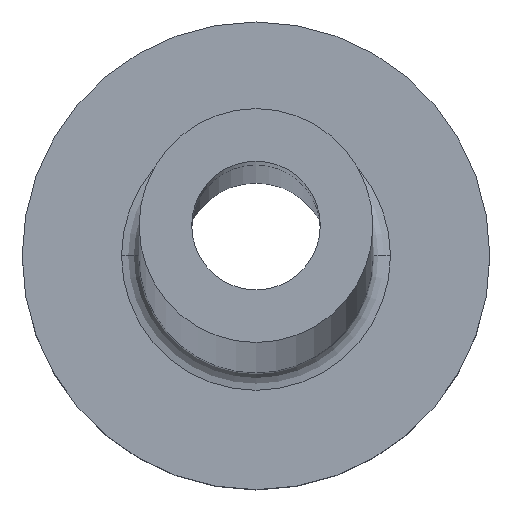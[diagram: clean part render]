
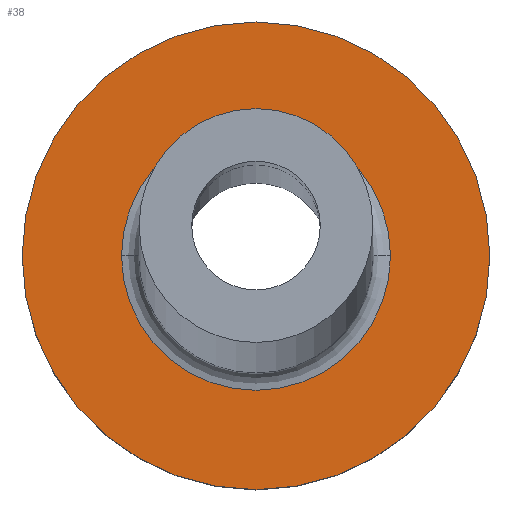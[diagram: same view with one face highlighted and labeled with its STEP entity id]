
A CAD part, top view. The second image highlights one B-rep face of the part: STEP entity #38.
In plain terms, the highlighted planar face has unit normal (0, 0, 1).
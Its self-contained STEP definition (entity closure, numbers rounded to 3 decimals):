
#14 = EDGE_CURVE ( 'NONE', #234, #220, #431, .T. ) ;
#32 = EDGE_CURVE ( 'NONE', #112, #242, #277, .T. ) ;
#33 = CARTESIAN_POINT ( 'NONE',  ( 0., 0., 3. ) ) ;
#38 = ADVANCED_FACE ( 'NONE', ( #169, #385 ), #176, .T. ) ;
#63 = CARTESIAN_POINT ( 'NONE',  ( 0., 0., 3. ) ) ;
#68 = AXIS2_PLACEMENT_3D ( 'NONE', #334, #301, #101 ) ;
#99 = DIRECTION ( 'NONE',  ( 1., 0., 0. ) ) ;
#101 = DIRECTION ( 'NONE',  ( 1., 0., 0. ) ) ;
#112 = VERTEX_POINT ( 'NONE', #231 ) ;
#113 = AXIS2_PLACEMENT_3D ( 'NONE', #120, #401, #117 ) ;
#117 = DIRECTION ( 'NONE',  ( 1., 0., 0. ) ) ;
#120 = CARTESIAN_POINT ( 'NONE',  ( 0., 0., 3. ) ) ;
#144 = AXIS2_PLACEMENT_3D ( 'NONE', #63, #205, #99 ) ;
#169 = FACE_BOUND ( 'NONE', #264, .T. ) ;
#174 = EDGE_LOOP ( 'NONE', ( #360, #428 ) ) ;
#176 = PLANE ( 'NONE',  #333 ) ;
#200 = ORIENTED_EDGE ( 'NONE', *, *, #436, .T. ) ;
#205 = DIRECTION ( 'NONE',  ( 0., 0., -1. ) ) ;
#220 = VERTEX_POINT ( 'NONE', #365 ) ;
#231 = CARTESIAN_POINT ( 'NONE',  ( 4., 0., 3. ) ) ;
#234 = VERTEX_POINT ( 'NONE', #257 ) ;
#242 = VERTEX_POINT ( 'NONE', #291 ) ;
#257 = CARTESIAN_POINT ( 'NONE',  ( 2.3, 0., 3. ) ) ;
#264 = EDGE_LOOP ( 'NONE', ( #391, #200 ) ) ;
#271 = DIRECTION ( 'NONE',  ( 0., 0., 1. ) ) ;
#277 = CIRCLE ( 'NONE', #68, 4. ) ;
#291 = CARTESIAN_POINT ( 'NONE',  ( -4., 0., 3. ) ) ;
#301 = DIRECTION ( 'NONE',  ( 0., 0., 1. ) ) ;
#311 = DIRECTION ( 'NONE',  ( 1., 0., 0. ) ) ;
#313 = CIRCLE ( 'NONE', #113, 4. ) ;
#328 = DIRECTION ( 'NONE',  ( 1., 0., 0. ) ) ;
#333 = AXIS2_PLACEMENT_3D ( 'NONE', #33, #271, #311 ) ;
#334 = CARTESIAN_POINT ( 'NONE',  ( 0., 0., 3. ) ) ;
#341 = AXIS2_PLACEMENT_3D ( 'NONE', #372, #404, #328 ) ;
#360 = ORIENTED_EDGE ( 'NONE', *, *, #429, .T. ) ;
#365 = CARTESIAN_POINT ( 'NONE',  ( -2.3, 0., 3. ) ) ;
#372 = CARTESIAN_POINT ( 'NONE',  ( 0., 0., 3. ) ) ;
#385 = FACE_OUTER_BOUND ( 'NONE', #174, .T. ) ;
#391 = ORIENTED_EDGE ( 'NONE', *, *, #14, .T. ) ;
#401 = DIRECTION ( 'NONE',  ( 0., 0., 1. ) ) ;
#404 = DIRECTION ( 'NONE',  ( 0., 0., -1. ) ) ;
#420 = CIRCLE ( 'NONE', #341, 2.3 ) ;
#428 = ORIENTED_EDGE ( 'NONE', *, *, #32, .T. ) ;
#429 = EDGE_CURVE ( 'NONE', #242, #112, #313, .T. ) ;
#431 = CIRCLE ( 'NONE', #144, 2.3 ) ;
#436 = EDGE_CURVE ( 'NONE', #220, #234, #420, .T. ) ;
